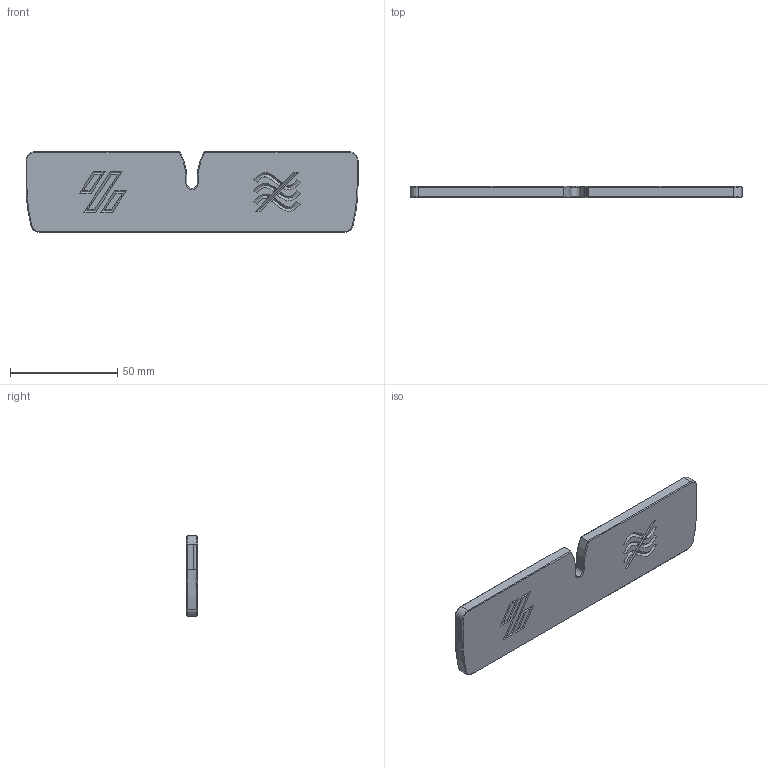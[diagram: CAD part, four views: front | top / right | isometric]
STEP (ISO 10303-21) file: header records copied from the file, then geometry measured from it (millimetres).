
FILE_DESCRIPTION(/* description */ (''),/* implementation_level */ '2;1');
FILE_NAME(/* name */ 'Exhaust90_Cover.stp',/* time_stamp */ '2021-08-31T12:19:25+02:00',/* author */ ('Rama'),/* organization */ (''),/* preprocessor_version */ 'ST-DEVELOPER v18.1',/* originating_system */ 'Autodesk Inventor 2021',/* authorisation */ '');
FILE_SCHEMA (('AUTOMOTIVE_DESIGN { 1 0 10303 214 3 1 1 }'));
Length unit declared in the file: millimetre
Products named in the file (1): Cover
Bounding box: 154.8 x 5.25 x 37.6 mm (x, y, z)
Volume: 19131.1 mm3; surface area: 14750.7 mm2
Topology: 1 solids, 1 shells, 167 faces, 393 edges, 243 vertices
Faces by surface type: plane 104, cone 27, cylinder 24, bspline 12
Full cylindrical faces by diameter (mm): 6.15 x4
Entity records: 5468 total; most frequent: CARTESIAN_POINT 1693, ORIENTED_EDGE 786, DIRECTION 730, EDGE_CURVE 393, AXIS2_PLACEMENT_3D 246, VERTEX_POINT 243, LINE 238, VECTOR 238
